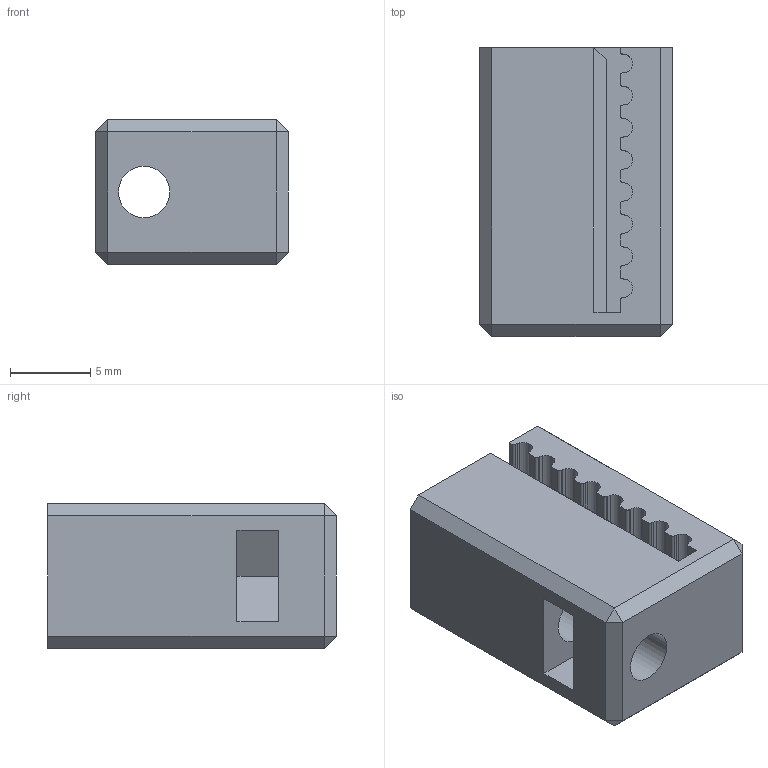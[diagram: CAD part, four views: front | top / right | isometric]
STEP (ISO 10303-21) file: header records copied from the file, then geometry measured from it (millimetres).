
FILE_DESCRIPTION(/* description */ (''),/* implementation_level */ '2;1');
FILE_NAME(/* name */ 'Y_Tensioner.step',/* time_stamp */ '2019-09-12T16:15:44-04:00',/* author */ (''),/* organization */ (''),/* preprocessor_version */ 'ST-DEVELOPER v18',/* originating_system */ 'Autodesk Translation Framework v8.6.0.1094',/* authorisation */ '');
FILE_SCHEMA (('AUTOMOTIVE_DESIGN { 1 0 10303 214 3 1 1 }'));
Length unit declared in the file: millimetre
Products named in the file (1): Y_Tensioner
Bounding box: 12 x 18 x 9 mm (x, y, z)
Volume: 1547.2 mm3; surface area: 1396.5 mm2
Topology: 1 solids, 1 shells, 106 faces, 293 edges, 191 vertices
Faces by surface type: plane 64, cylinder 42
Full cylindrical faces by diameter (mm): 3.2 x1, 3.5 x1
Entity records: 3425 total; most frequent: DIRECTION 591, CARTESIAN_POINT 591, ORIENTED_EDGE 586, EDGE_CURVE 293, LINE 209, VECTOR 209, VERTEX_POINT 191, AXIS2_PLACEMENT_3D 191
